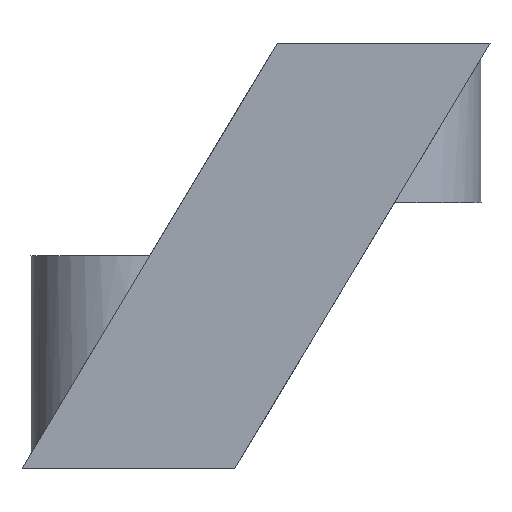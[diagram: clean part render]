
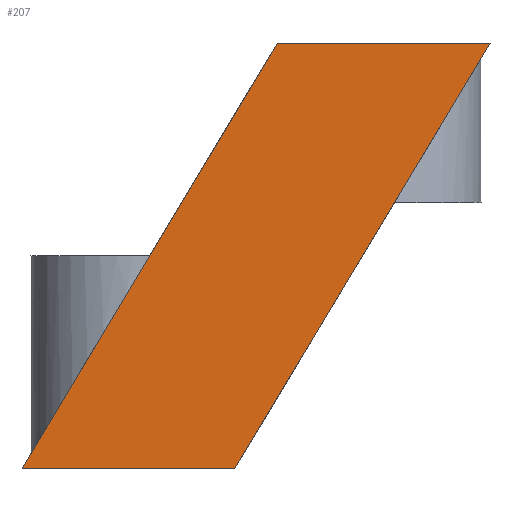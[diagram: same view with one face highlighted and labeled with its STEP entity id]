
A CAD part, left-side view. The second image highlights one B-rep face of the part: STEP entity #207.
In plain terms, the highlighted planar face has unit normal (-1, 0, 0).
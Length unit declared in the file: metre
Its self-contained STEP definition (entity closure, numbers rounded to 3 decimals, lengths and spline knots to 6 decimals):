
#31=LINE('',#343,#43);
#36=LINE('',#357,#48);
#38=LINE('',#361,#50);
#39=LINE('',#362,#51);
#43=VECTOR('',#271,1.);
#48=VECTOR('',#284,1.);
#50=VECTOR('',#288,1.);
#51=VECTOR('',#289,1.);
#68=ORIENTED_EDGE('',*,*,#114,.T.);
#69=ORIENTED_EDGE('',*,*,#116,.F.);
#70=ORIENTED_EDGE('',*,*,#107,.F.);
#71=ORIENTED_EDGE('',*,*,#117,.T.);
#107=EDGE_CURVE('',#132,#130,#31,.T.);
#114=EDGE_CURVE('',#138,#137,#36,.T.);
#116=EDGE_CURVE('',#130,#137,#38,.T.);
#117=EDGE_CURVE('',#132,#138,#39,.F.);
#130=VERTEX_POINT('',#338);
#132=VERTEX_POINT('',#342);
#137=VERTEX_POINT('',#356);
#138=VERTEX_POINT('',#358);
#153=EDGE_LOOP('',(#68,#69,#70,#71));
#177=FACE_BOUND('',#153,.T.);
#199=PLANE('',#239);
#207=ADVANCED_FACE('',(#177),#199,.F.);
#239=AXIS2_PLACEMENT_3D('',#360,#286,#287);
#271=DIRECTION('',(0.,0.514,-0.857));
#284=DIRECTION('',(0.,0.514,-0.857));
#286=DIRECTION('',(1.,0.,0.));
#287=DIRECTION('',(0.,0.,-1.));
#288=DIRECTION('',(0.,1.,0.));
#289=DIRECTION('',(0.,-1.,0.));
#338=CARTESIAN_POINT('',(-0.005,0.04,0.));
#342=CARTESIAN_POINT('',(-0.005,0.028,0.02));
#343=CARTESIAN_POINT('',(-0.005,0.028,0.02));
#356=CARTESIAN_POINT('',(-0.005,0.05,0.));
#357=CARTESIAN_POINT('',(-0.005,0.038,0.02));
#358=CARTESIAN_POINT('',(-0.005,0.038,0.02));
#360=CARTESIAN_POINT('',(-0.005,0.,0.));
#361=CARTESIAN_POINT('',(-0.005,0.045,0.));
#362=CARTESIAN_POINT('',(-0.005,0.033,0.02));
